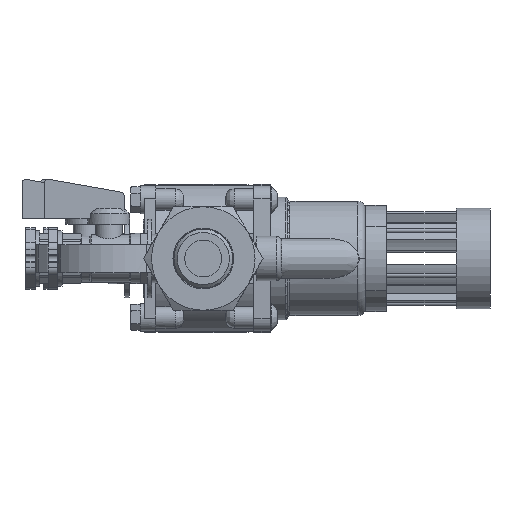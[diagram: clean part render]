
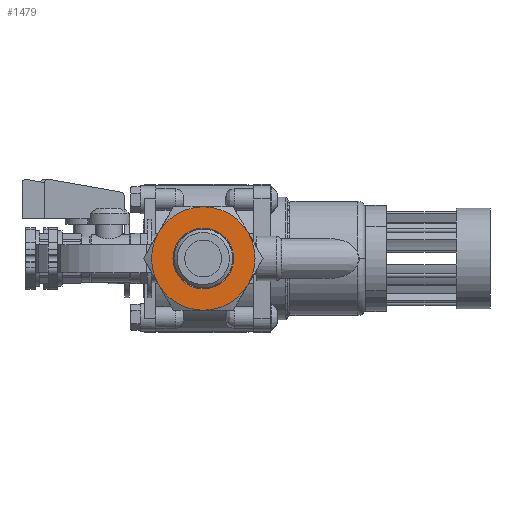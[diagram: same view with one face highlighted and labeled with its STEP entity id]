
A CAD part, left-side view. The second image highlights one B-rep face of the part: STEP entity #1479.
In plain terms, the highlighted planar face has unit normal (-1, 0, 0).
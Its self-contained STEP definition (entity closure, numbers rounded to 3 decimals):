
#1479 = ADVANCED_FACE( '', ( #3427, #3428 ), #3429, .F. );
#3427 = FACE_OUTER_BOUND( '', #5871, .T. );
#3428 = FACE_BOUND( '', #5872, .T. );
#3429 = PLANE( '', #5873 );
#5871 = EDGE_LOOP( '', ( #10746, #10747, #10748, #10749, #10750, #10751 ) );
#5872 = EDGE_LOOP( '', ( #10752 ) );
#5873 = AXIS2_PLACEMENT_3D( '', #10753, #10754, #10755 );
#10746 = ORIENTED_EDGE( '', *, *, #14567, .F. );
#10747 = ORIENTED_EDGE( '', *, *, #16003, .F. );
#10748 = ORIENTED_EDGE( '', *, *, #16004, .F. );
#10749 = ORIENTED_EDGE( '', *, *, #16005, .F. );
#10750 = ORIENTED_EDGE( '', *, *, #16006, .F. );
#10751 = ORIENTED_EDGE( '', *, *, #16007, .F. );
#10752 = ORIENTED_EDGE( '', *, *, #15950, .T. );
#10753 = CARTESIAN_POINT( '', ( -68.572, 10.825, 0. ) );
#10754 = DIRECTION( '', ( 1., 0., 0. ) );
#10755 = DIRECTION( '', ( 0., 0., -1. ) );
#14567 = EDGE_CURVE( '', #17441, #17443, #17444, .T. );
#15950 = EDGE_CURVE( '', #19650, #19650, #19651, .T. );
#16003 = EDGE_CURVE( '', #17466, #17441, #19729, .T. );
#16004 = EDGE_CURVE( '', #19686, #17466, #19730, .T. );
#16005 = EDGE_CURVE( '', #19731, #19686, #19732, .T. );
#16006 = EDGE_CURVE( '', #19733, #19731, #19734, .T. );
#16007 = EDGE_CURVE( '', #17443, #19733, #19735, .T. );
#17441 = VERTEX_POINT( '', #21822 );
#17443 = VERTEX_POINT( '', #21829 );
#17444 = CIRCLE( '', #21830, 18.5 );
#17466 = VERTEX_POINT( '', #21881 );
#19650 = VERTEX_POINT( '', #25828 );
#19651 = CIRCLE( '', #25829, 10.825 );
#19686 = VERTEX_POINT( '', #25887 );
#19729 = CIRCLE( '', #25974, 18.5 );
#19730 = CIRCLE( '', #25975, 18.5 );
#19731 = VERTEX_POINT( '', #25976 );
#19732 = CIRCLE( '', #25977, 18.5 );
#19733 = VERTEX_POINT( '', #25978 );
#19734 = CIRCLE( '', #25979, 18.5 );
#19735 = CIRCLE( '', #25980, 18.5 );
#21822 = CARTESIAN_POINT( '', ( -68.572, 16.021, -9.25 ) );
#21829 = CARTESIAN_POINT( '', ( -68.572, 16.021, 9.25 ) );
#21830 = AXIS2_PLACEMENT_3D( '', #28435, #28436, #28437 );
#21881 = CARTESIAN_POINT( '', ( -68.572, 0., -18.5 ) );
#25828 = CARTESIAN_POINT( '', ( -68.572, 0., -10.825 ) );
#25829 = AXIS2_PLACEMENT_3D( '', #30240, #30241, #30242 );
#25887 = CARTESIAN_POINT( '', ( -68.572, -16.021, -9.25 ) );
#25974 = AXIS2_PLACEMENT_3D( '', #30298, #30299, #30300 );
#25975 = AXIS2_PLACEMENT_3D( '', #30301, #30302, #30303 );
#25976 = CARTESIAN_POINT( '', ( -68.572, -16.021, 9.25 ) );
#25977 = AXIS2_PLACEMENT_3D( '', #30304, #30305, #30306 );
#25978 = CARTESIAN_POINT( '', ( -68.572, 0., 18.5 ) );
#25979 = AXIS2_PLACEMENT_3D( '', #30307, #30308, #30309 );
#25980 = AXIS2_PLACEMENT_3D( '', #30310, #30311, #30312 );
#28435 = CARTESIAN_POINT( '', ( -68.572, 0., 0. ) );
#28436 = DIRECTION( '', ( 1., 0., 0. ) );
#28437 = DIRECTION( '', ( 0., 0., -1. ) );
#30240 = CARTESIAN_POINT( '', ( -68.572, 0., 0. ) );
#30241 = DIRECTION( '', ( 1., 0., 0. ) );
#30242 = DIRECTION( '', ( 0., 0., -1. ) );
#30298 = CARTESIAN_POINT( '', ( -68.572, 0., 0. ) );
#30299 = DIRECTION( '', ( 1., 0., 0. ) );
#30300 = DIRECTION( '', ( 0., 0., -1. ) );
#30301 = CARTESIAN_POINT( '', ( -68.572, 0., 0. ) );
#30302 = DIRECTION( '', ( 1., 0., 0. ) );
#30303 = DIRECTION( '', ( 0., 0., -1. ) );
#30304 = CARTESIAN_POINT( '', ( -68.572, 0., 0. ) );
#30305 = DIRECTION( '', ( 1., 0., 0. ) );
#30306 = DIRECTION( '', ( 0., 0., -1. ) );
#30307 = CARTESIAN_POINT( '', ( -68.572, 0., 0. ) );
#30308 = DIRECTION( '', ( 1., 0., 0. ) );
#30309 = DIRECTION( '', ( 0., 0., -1. ) );
#30310 = CARTESIAN_POINT( '', ( -68.572, 0., 0. ) );
#30311 = DIRECTION( '', ( 1., 0., 0. ) );
#30312 = DIRECTION( '', ( 0., 0., -1. ) );
